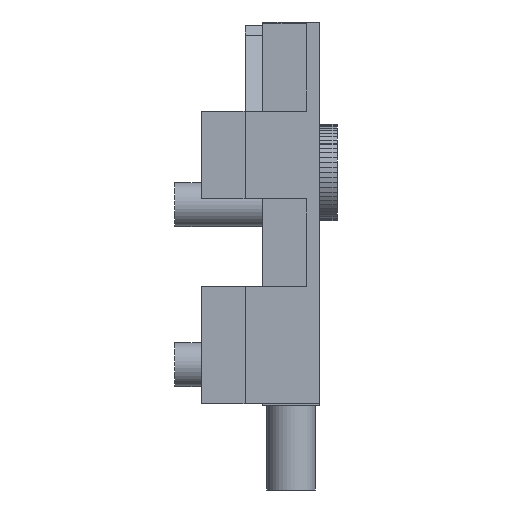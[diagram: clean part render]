
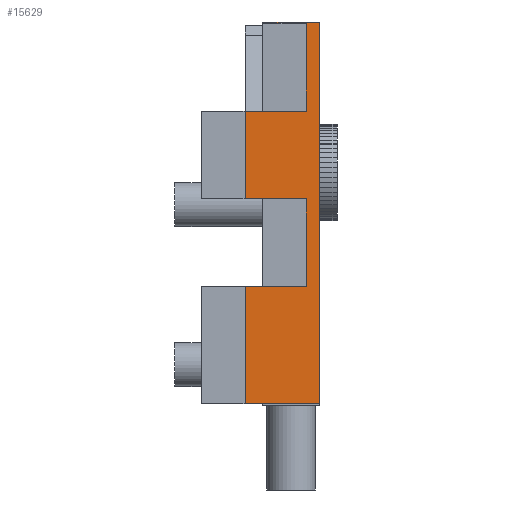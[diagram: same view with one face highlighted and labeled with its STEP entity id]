
A CAD part, left-side view. The second image highlights one B-rep face of the part: STEP entity #15629.
In plain terms, the highlighted planar face has unit normal (-1, 0, 0).
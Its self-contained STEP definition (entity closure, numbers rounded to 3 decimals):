
#1154=FACE_OUTER_BOUND('',#2125,.T.);
#2125=EDGE_LOOP('',(#13553,#13554,#13555,#13556,#13557,#13558,#13559,#13560,
#13561,#13562,#13563,#13564,#13565,#13566,#13567));
#2777=LINE('',#21965,#4810);
#2781=LINE('',#21971,#4814);
#2783=LINE('',#21982,#4816);
#2938=LINE('',#22300,#4971);
#3001=LINE('',#22424,#5034);
#3019=LINE('',#22463,#5052);
#3229=LINE('',#22928,#5262);
#3250=LINE('',#22972,#5283);
#3270=LINE('',#23008,#5303);
#3272=LINE('',#23011,#5305);
#3273=LINE('',#23015,#5306);
#4131=LINE('',#24796,#6164);
#4188=LINE('',#24947,#6221);
#4189=LINE('',#24948,#6222);
#4190=LINE('',#24949,#6223);
#4810=VECTOR('',#17692,10.);
#4814=VECTOR('',#17698,10.);
#4816=VECTOR('',#17710,10.);
#4971=VECTOR('',#17917,10.);
#5034=VECTOR('',#18010,10.);
#5052=VECTOR('',#18042,10.);
#5262=VECTOR('',#18458,10.);
#5283=VECTOR('',#18489,10.);
#5303=VECTOR('',#18525,10.);
#5305=VECTOR('',#18529,10.);
#5306=VECTOR('',#18532,10.);
#6164=VECTOR('',#20340,10.);
#6221=VECTOR('',#20585,10.);
#6222=VECTOR('',#20586,10.);
#6223=VECTOR('',#20587,10.);
#6661=VERTEX_POINT('',#21963);
#6662=VERTEX_POINT('',#21964);
#6663=VERTEX_POINT('',#21969);
#6666=VERTEX_POINT('',#21980);
#6667=VERTEX_POINT('',#21981);
#6803=VERTEX_POINT('',#22297);
#6804=VERTEX_POINT('',#22299);
#6850=VERTEX_POINT('',#22422);
#6864=VERTEX_POINT('',#22461);
#7013=VERTEX_POINT('',#22921);
#7016=VERTEX_POINT('',#22926);
#7034=VERTEX_POINT('',#22971);
#7042=VERTEX_POINT('',#23007);
#7043=VERTEX_POINT('',#23013);
#7044=VERTEX_POINT('',#23014);
#8140=EDGE_CURVE('',#6661,#6662,#2777,.T.);
#8144=EDGE_CURVE('',#6662,#6663,#2781,.T.);
#8148=EDGE_CURVE('',#6666,#6667,#2783,.T.);
#8306=EDGE_CURVE('',#6803,#6804,#2938,.T.);
#8369=EDGE_CURVE('',#6803,#6850,#3001,.T.);
#8388=EDGE_CURVE('',#6663,#6864,#3019,.T.);
#8612=EDGE_CURVE('',#7013,#7016,#3229,.T.);
#8633=EDGE_CURVE('',#6850,#7034,#3250,.T.);
#8653=EDGE_CURVE('',#7042,#6666,#3270,.T.);
#8655=EDGE_CURVE('',#7016,#7042,#3272,.T.);
#8656=EDGE_CURVE('',#7043,#7044,#3273,.T.);
#9567=EDGE_CURVE('',#7034,#7013,#4131,.T.);
#9624=EDGE_CURVE('',#6667,#7043,#4188,.T.);
#9625=EDGE_CURVE('',#7044,#6661,#4189,.T.);
#9626=EDGE_CURVE('',#6804,#6864,#4190,.T.);
#13553=ORIENTED_EDGE('',*,*,#9624,.T.);
#13554=ORIENTED_EDGE('',*,*,#8656,.T.);
#13555=ORIENTED_EDGE('',*,*,#9625,.T.);
#13556=ORIENTED_EDGE('',*,*,#8140,.T.);
#13557=ORIENTED_EDGE('',*,*,#8144,.T.);
#13558=ORIENTED_EDGE('',*,*,#8388,.T.);
#13559=ORIENTED_EDGE('',*,*,#9626,.F.);
#13560=ORIENTED_EDGE('',*,*,#8306,.F.);
#13561=ORIENTED_EDGE('',*,*,#8369,.T.);
#13562=ORIENTED_EDGE('',*,*,#8633,.T.);
#13563=ORIENTED_EDGE('',*,*,#9567,.T.);
#13564=ORIENTED_EDGE('',*,*,#8612,.T.);
#13565=ORIENTED_EDGE('',*,*,#8655,.T.);
#13566=ORIENTED_EDGE('',*,*,#8653,.T.);
#13567=ORIENTED_EDGE('',*,*,#8148,.T.);
#14787=PLANE('',#16616);
#15629=ADVANCED_FACE('',(#1154),#14787,.T.);
#16616=AXIS2_PLACEMENT_3D('',#24946,#20583,#20584);
#17692=DIRECTION('',(0.,0.,-1.));
#17698=DIRECTION('',(0.,-1.,0.));
#17710=DIRECTION('',(0.,0.,-1.));
#17917=DIRECTION('',(0.,-1.,0.));
#18010=DIRECTION('',(0.,0.146,-0.989));
#18042=DIRECTION('',(0.,-1.,0.));
#18458=DIRECTION('',(0.,-1.,0.));
#18489=DIRECTION('',(0.,0.042,-0.999));
#18525=DIRECTION('',(0.,1.,0.));
#18529=DIRECTION('',(0.,0.,-1.));
#18532=DIRECTION('',(0.,0.,-1.));
#20340=DIRECTION('',(0.,0.053,-0.999));
#20583=DIRECTION('center_axis',(-1.,0.,0.));
#20584=DIRECTION('ref_axis',(0.,0.,1.));
#20585=DIRECTION('',(0.,-1.,0.));
#20586=DIRECTION('',(0.,1.,0.));
#20587=DIRECTION('',(0.,0.,-1.));
#21963=CARTESIAN_POINT('',(-92.25,-100.2,13.586));
#21964=CARTESIAN_POINT('',(-92.25,-100.2,0.25));
#21965=CARTESIAN_POINT('',(-92.25,-100.2,19.456));
#21969=CARTESIAN_POINT('',(-92.25,-102.2,0.25));
#21971=CARTESIAN_POINT('',(-92.25,-44.05,0.25));
#21980=CARTESIAN_POINT('',(-92.25,-100.2,33.586));
#21981=CARTESIAN_POINT('',(-92.25,-100.2,23.586));
#21982=CARTESIAN_POINT('',(-92.25,-100.2,19.456));
#22297=CARTESIAN_POINT('',(-92.25,-102.225,43.751));
#22299=CARTESIAN_POINT('',(-92.25,-108.7,43.752));
#22300=CARTESIAN_POINT('',(-92.25,-101.319,43.751));
#22422=CARTESIAN_POINT('',(-92.25,-102.214,43.682));
#22424=CARTESIAN_POINT('',(-92.25,-99.082,22.426));
#22461=CARTESIAN_POINT('',(-92.25,-108.7,0.25));
#22463=CARTESIAN_POINT('',(-92.25,-44.05,0.25));
#22921=CARTESIAN_POINT('',(-92.25,-102.21,43.586));
#22926=CARTESIAN_POINT('',(-92.25,-107.2,43.586));
#22928=CARTESIAN_POINT('',(-92.25,-74.15,43.586));
#22971=CARTESIAN_POINT('',(-92.25,-102.211,43.598));
#22972=CARTESIAN_POINT('',(-92.25,-101.294,21.962));
#23007=CARTESIAN_POINT('',(-92.25,-107.2,33.586));
#23008=CARTESIAN_POINT('',(-92.25,-74.15,33.586));
#23011=CARTESIAN_POINT('',(-92.25,-107.2,19.456));
#23013=CARTESIAN_POINT('',(-92.25,-107.2,23.586));
#23014=CARTESIAN_POINT('',(-92.25,-107.2,13.586));
#23015=CARTESIAN_POINT('',(-92.25,-107.2,19.456));
#24796=CARTESIAN_POINT('',(-92.25,-101.057,21.897));
#24946=CARTESIAN_POINT('Origin',(-92.25,-102.2,0.25));
#24947=CARTESIAN_POINT('',(-92.25,-74.15,23.586));
#24948=CARTESIAN_POINT('',(-92.25,-74.15,13.586));
#24949=CARTESIAN_POINT('',(-92.25,-108.7,3.375));
